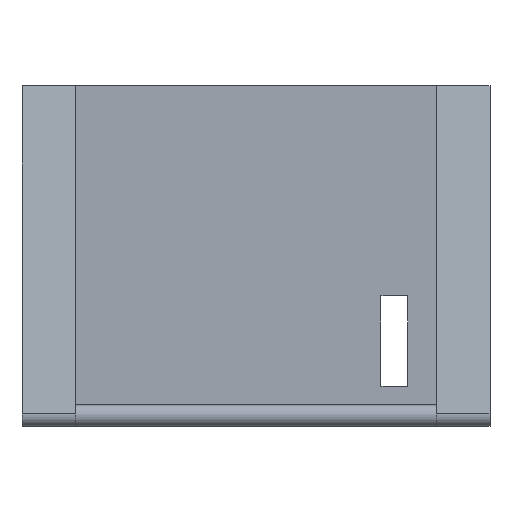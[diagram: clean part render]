
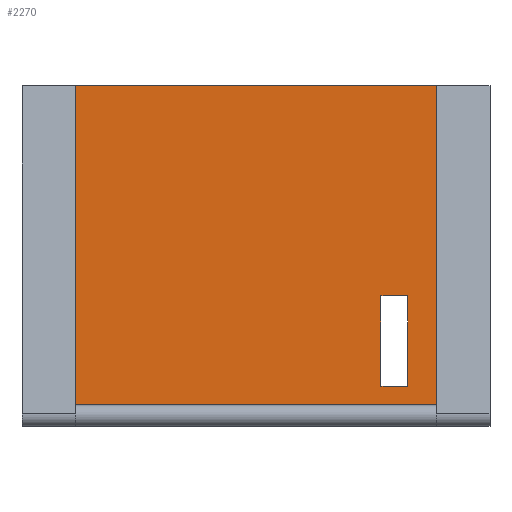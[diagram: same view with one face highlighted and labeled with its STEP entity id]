
A CAD part, front view. The second image highlights one B-rep face of the part: STEP entity #2270.
In plain terms, the highlighted planar face has unit normal (0, -1, 0).
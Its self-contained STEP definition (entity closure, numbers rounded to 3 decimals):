
#44 = CYLINDRICAL_SURFACE('',#45,2.);
#45 = AXIS2_PLACEMENT_3D('',#46,#47,#48);
#46 = CARTESIAN_POINT('',(-17.,-16.5,-14.));
#47 = DIRECTION('',(1.,0.,0.));
#48 = DIRECTION('',(0.,0.,-1.));
#72 = PLANE('',#73);
#73 = AXIS2_PLACEMENT_3D('',#74,#75,#76);
#74 = CARTESIAN_POINT('',(17.,-18.5,16.));
#75 = DIRECTION('',(-1.,-0.,-0.));
#76 = DIRECTION('',(0.,0.,1.));
#350 = PLANE('',#351);
#351 = AXIS2_PLACEMENT_3D('',#352,#353,#354);
#352 = CARTESIAN_POINT('',(-17.,-18.5,-16.));
#353 = DIRECTION('',(1.,0.,0.));
#354 = DIRECTION('',(0.,0.,-1.));
#366 = VERTEX_POINT('',#367);
#367 = CARTESIAN_POINT('',(-17.,-18.5,-14.));
#393 = EDGE_CURVE('',#366,#394,#396,.T.);
#394 = VERTEX_POINT('',#395);
#395 = CARTESIAN_POINT('',(17.,-18.5,-14.));
#396 = SURFACE_CURVE('',#397,(#401,#408),.PCURVE_S1.);
#397 = LINE('',#398,#399);
#398 = CARTESIAN_POINT('',(-17.,-18.5,-14.));
#399 = VECTOR('',#400,1.);
#400 = DIRECTION('',(1.,0.,0.));
#401 = PCURVE('',#44,#402);
#402 = DEFINITIONAL_REPRESENTATION('',(#403),#407);
#403 = LINE('',#404,#405);
#404 = CARTESIAN_POINT('',(-1.571,0.));
#405 = VECTOR('',#406,1.);
#406 = DIRECTION('',(-0.,1.));
#407 = ( GEOMETRIC_REPRESENTATION_CONTEXT(2) 
PARAMETRIC_REPRESENTATION_CONTEXT() REPRESENTATION_CONTEXT('2D SPACE',''
  ) );
#408 = PCURVE('',#409,#414);
#409 = PLANE('',#410);
#410 = AXIS2_PLACEMENT_3D('',#411,#412,#413);
#411 = CARTESIAN_POINT('',(-22.,-18.5,-16.));
#412 = DIRECTION('',(0.,1.,0.));
#413 = DIRECTION('',(1.,0.,0.));
#414 = DEFINITIONAL_REPRESENTATION('',(#415),#419);
#415 = LINE('',#416,#417);
#416 = CARTESIAN_POINT('',(5.,-2.));
#417 = VECTOR('',#418,1.);
#418 = DIRECTION('',(1.,0.));
#419 = ( GEOMETRIC_REPRESENTATION_CONTEXT(2) 
PARAMETRIC_REPRESENTATION_CONTEXT() REPRESENTATION_CONTEXT('2D SPACE',''
  ) );
#447 = EDGE_CURVE('',#448,#394,#450,.T.);
#448 = VERTEX_POINT('',#449);
#449 = CARTESIAN_POINT('',(17.,-18.5,16.));
#450 = SURFACE_CURVE('',#451,(#455,#462),.PCURVE_S1.);
#451 = LINE('',#452,#453);
#452 = CARTESIAN_POINT('',(17.,-18.5,16.));
#453 = VECTOR('',#454,1.);
#454 = DIRECTION('',(0.,0.,-1.));
#455 = PCURVE('',#72,#456);
#456 = DEFINITIONAL_REPRESENTATION('',(#457),#461);
#457 = LINE('',#458,#459);
#458 = CARTESIAN_POINT('',(0.,0.));
#459 = VECTOR('',#460,1.);
#460 = DIRECTION('',(-1.,0.));
#461 = ( GEOMETRIC_REPRESENTATION_CONTEXT(2) 
PARAMETRIC_REPRESENTATION_CONTEXT() REPRESENTATION_CONTEXT('2D SPACE',''
  ) );
#462 = PCURVE('',#409,#463);
#463 = DEFINITIONAL_REPRESENTATION('',(#464),#468);
#464 = LINE('',#465,#466);
#465 = CARTESIAN_POINT('',(39.,-32.));
#466 = VECTOR('',#467,1.);
#467 = DIRECTION('',(0.,1.));
#468 = ( GEOMETRIC_REPRESENTATION_CONTEXT(2) 
PARAMETRIC_REPRESENTATION_CONTEXT() REPRESENTATION_CONTEXT('2D SPACE',''
  ) );
#684 = PLANE('',#685);
#685 = AXIS2_PLACEMENT_3D('',#686,#687,#688);
#686 = CARTESIAN_POINT('',(0.,0.,16.));
#687 = DIRECTION('',(0.,0.,1.));
#688 = DIRECTION('',(1.,0.,0.));
#2163 = EDGE_CURVE('',#366,#2164,#2166,.T.);
#2164 = VERTEX_POINT('',#2165);
#2165 = CARTESIAN_POINT('',(-17.,-18.5,16.));
#2166 = SURFACE_CURVE('',#2167,(#2171,#2178),.PCURVE_S1.);
#2167 = LINE('',#2168,#2169);
#2168 = CARTESIAN_POINT('',(-17.,-18.5,-16.));
#2169 = VECTOR('',#2170,1.);
#2170 = DIRECTION('',(0.,0.,1.));
#2171 = PCURVE('',#350,#2172);
#2172 = DEFINITIONAL_REPRESENTATION('',(#2173),#2177);
#2173 = LINE('',#2174,#2175);
#2174 = CARTESIAN_POINT('',(0.,0.));
#2175 = VECTOR('',#2176,1.);
#2176 = DIRECTION('',(-1.,0.));
#2177 = ( GEOMETRIC_REPRESENTATION_CONTEXT(2) 
PARAMETRIC_REPRESENTATION_CONTEXT() REPRESENTATION_CONTEXT('2D SPACE',''
  ) );
#2178 = PCURVE('',#409,#2179);
#2179 = DEFINITIONAL_REPRESENTATION('',(#2180),#2184);
#2180 = LINE('',#2181,#2182);
#2181 = CARTESIAN_POINT('',(5.,0.));
#2182 = VECTOR('',#2183,1.);
#2183 = DIRECTION('',(0.,-1.));
#2184 = ( GEOMETRIC_REPRESENTATION_CONTEXT(2) 
PARAMETRIC_REPRESENTATION_CONTEXT() REPRESENTATION_CONTEXT('2D SPACE',''
  ) );
#2270 = ADVANCED_FACE('',(#2271,#2297),#409,.F.);
#2271 = FACE_BOUND('',#2272,.F.);
#2272 = EDGE_LOOP('',(#2273,#2274,#2295,#2296));
#2273 = ORIENTED_EDGE('',*,*,#2163,.T.);
#2274 = ORIENTED_EDGE('',*,*,#2275,.T.);
#2275 = EDGE_CURVE('',#2164,#448,#2276,.T.);
#2276 = SURFACE_CURVE('',#2277,(#2281,#2288),.PCURVE_S1.);
#2277 = LINE('',#2278,#2279);
#2278 = CARTESIAN_POINT('',(-22.,-18.5,16.));
#2279 = VECTOR('',#2280,1.);
#2280 = DIRECTION('',(1.,0.,0.));
#2281 = PCURVE('',#409,#2282);
#2282 = DEFINITIONAL_REPRESENTATION('',(#2283),#2287);
#2283 = LINE('',#2284,#2285);
#2284 = CARTESIAN_POINT('',(0.,-32.));
#2285 = VECTOR('',#2286,1.);
#2286 = DIRECTION('',(1.,0.));
#2287 = ( GEOMETRIC_REPRESENTATION_CONTEXT(2) 
PARAMETRIC_REPRESENTATION_CONTEXT() REPRESENTATION_CONTEXT('2D SPACE',''
  ) );
#2288 = PCURVE('',#684,#2289);
#2289 = DEFINITIONAL_REPRESENTATION('',(#2290),#2294);
#2290 = LINE('',#2291,#2292);
#2291 = CARTESIAN_POINT('',(-22.,-18.5));
#2292 = VECTOR('',#2293,1.);
#2293 = DIRECTION('',(1.,0.));
#2294 = ( GEOMETRIC_REPRESENTATION_CONTEXT(2) 
PARAMETRIC_REPRESENTATION_CONTEXT() REPRESENTATION_CONTEXT('2D SPACE',''
  ) );
#2295 = ORIENTED_EDGE('',*,*,#447,.T.);
#2296 = ORIENTED_EDGE('',*,*,#393,.F.);
#2297 = FACE_BOUND('',#2298,.F.);
#2298 = EDGE_LOOP('',(#2299,#2329,#2357,#2385));
#2299 = ORIENTED_EDGE('',*,*,#2300,.F.);
#2300 = EDGE_CURVE('',#2301,#2303,#2305,.T.);
#2301 = VERTEX_POINT('',#2302);
#2302 = CARTESIAN_POINT('',(11.75,-18.5,-3.75));
#2303 = VERTEX_POINT('',#2304);
#2304 = CARTESIAN_POINT('',(14.25,-18.5,-3.75));
#2305 = SURFACE_CURVE('',#2306,(#2310,#2317),.PCURVE_S1.);
#2306 = LINE('',#2307,#2308);
#2307 = CARTESIAN_POINT('',(11.75,-18.5,-3.75));
#2308 = VECTOR('',#2309,1.);
#2309 = DIRECTION('',(1.,0.,0.));
#2310 = PCURVE('',#409,#2311);
#2311 = DEFINITIONAL_REPRESENTATION('',(#2312),#2316);
#2312 = LINE('',#2313,#2314);
#2313 = CARTESIAN_POINT('',(33.75,-12.25));
#2314 = VECTOR('',#2315,1.);
#2315 = DIRECTION('',(1.,0.));
#2316 = ( GEOMETRIC_REPRESENTATION_CONTEXT(2) 
PARAMETRIC_REPRESENTATION_CONTEXT() REPRESENTATION_CONTEXT('2D SPACE',''
  ) );
#2317 = PCURVE('',#2318,#2323);
#2318 = PLANE('',#2319);
#2319 = AXIS2_PLACEMENT_3D('',#2320,#2321,#2322);
#2320 = CARTESIAN_POINT('',(11.75,-18.5,-3.75));
#2321 = DIRECTION('',(0.,0.,-1.));
#2322 = DIRECTION('',(1.,0.,0.));
#2323 = DEFINITIONAL_REPRESENTATION('',(#2324),#2328);
#2324 = LINE('',#2325,#2326);
#2325 = CARTESIAN_POINT('',(0.,0.));
#2326 = VECTOR('',#2327,1.);
#2327 = DIRECTION('',(1.,0.));
#2328 = ( GEOMETRIC_REPRESENTATION_CONTEXT(2) 
PARAMETRIC_REPRESENTATION_CONTEXT() REPRESENTATION_CONTEXT('2D SPACE',''
  ) );
#2329 = ORIENTED_EDGE('',*,*,#2330,.F.);
#2330 = EDGE_CURVE('',#2331,#2301,#2333,.T.);
#2331 = VERTEX_POINT('',#2332);
#2332 = CARTESIAN_POINT('',(11.75,-18.5,-12.25));
#2333 = SURFACE_CURVE('',#2334,(#2338,#2345),.PCURVE_S1.);
#2334 = LINE('',#2335,#2336);
#2335 = CARTESIAN_POINT('',(11.75,-18.5,-12.25));
#2336 = VECTOR('',#2337,1.);
#2337 = DIRECTION('',(0.,0.,1.));
#2338 = PCURVE('',#409,#2339);
#2339 = DEFINITIONAL_REPRESENTATION('',(#2340),#2344);
#2340 = LINE('',#2341,#2342);
#2341 = CARTESIAN_POINT('',(33.75,-3.75));
#2342 = VECTOR('',#2343,1.);
#2343 = DIRECTION('',(0.,-1.));
#2344 = ( GEOMETRIC_REPRESENTATION_CONTEXT(2) 
PARAMETRIC_REPRESENTATION_CONTEXT() REPRESENTATION_CONTEXT('2D SPACE',''
  ) );
#2345 = PCURVE('',#2346,#2351);
#2346 = PLANE('',#2347);
#2347 = AXIS2_PLACEMENT_3D('',#2348,#2349,#2350);
#2348 = CARTESIAN_POINT('',(11.75,-18.5,-12.25));
#2349 = DIRECTION('',(1.,0.,0.));
#2350 = DIRECTION('',(0.,0.,1.));
#2351 = DEFINITIONAL_REPRESENTATION('',(#2352),#2356);
#2352 = LINE('',#2353,#2354);
#2353 = CARTESIAN_POINT('',(0.,0.));
#2354 = VECTOR('',#2355,1.);
#2355 = DIRECTION('',(1.,0.));
#2356 = ( GEOMETRIC_REPRESENTATION_CONTEXT(2) 
PARAMETRIC_REPRESENTATION_CONTEXT() REPRESENTATION_CONTEXT('2D SPACE',''
  ) );
#2357 = ORIENTED_EDGE('',*,*,#2358,.F.);
#2358 = EDGE_CURVE('',#2359,#2331,#2361,.T.);
#2359 = VERTEX_POINT('',#2360);
#2360 = CARTESIAN_POINT('',(14.25,-18.5,-12.25));
#2361 = SURFACE_CURVE('',#2362,(#2366,#2373),.PCURVE_S1.);
#2362 = LINE('',#2363,#2364);
#2363 = CARTESIAN_POINT('',(14.25,-18.5,-12.25));
#2364 = VECTOR('',#2365,1.);
#2365 = DIRECTION('',(-1.,0.,0.));
#2366 = PCURVE('',#409,#2367);
#2367 = DEFINITIONAL_REPRESENTATION('',(#2368),#2372);
#2368 = LINE('',#2369,#2370);
#2369 = CARTESIAN_POINT('',(36.25,-3.75));
#2370 = VECTOR('',#2371,1.);
#2371 = DIRECTION('',(-1.,0.));
#2372 = ( GEOMETRIC_REPRESENTATION_CONTEXT(2) 
PARAMETRIC_REPRESENTATION_CONTEXT() REPRESENTATION_CONTEXT('2D SPACE',''
  ) );
#2373 = PCURVE('',#2374,#2379);
#2374 = PLANE('',#2375);
#2375 = AXIS2_PLACEMENT_3D('',#2376,#2377,#2378);
#2376 = CARTESIAN_POINT('',(14.25,-18.5,-12.25));
#2377 = DIRECTION('',(0.,0.,1.));
#2378 = DIRECTION('',(-1.,0.,0.));
#2379 = DEFINITIONAL_REPRESENTATION('',(#2380),#2384);
#2380 = LINE('',#2381,#2382);
#2381 = CARTESIAN_POINT('',(0.,0.));
#2382 = VECTOR('',#2383,1.);
#2383 = DIRECTION('',(1.,0.));
#2384 = ( GEOMETRIC_REPRESENTATION_CONTEXT(2) 
PARAMETRIC_REPRESENTATION_CONTEXT() REPRESENTATION_CONTEXT('2D SPACE',''
  ) );
#2385 = ORIENTED_EDGE('',*,*,#2386,.F.);
#2386 = EDGE_CURVE('',#2303,#2359,#2387,.T.);
#2387 = SURFACE_CURVE('',#2388,(#2392,#2399),.PCURVE_S1.);
#2388 = LINE('',#2389,#2390);
#2389 = CARTESIAN_POINT('',(14.25,-18.5,-3.75));
#2390 = VECTOR('',#2391,1.);
#2391 = DIRECTION('',(0.,0.,-1.));
#2392 = PCURVE('',#409,#2393);
#2393 = DEFINITIONAL_REPRESENTATION('',(#2394),#2398);
#2394 = LINE('',#2395,#2396);
#2395 = CARTESIAN_POINT('',(36.25,-12.25));
#2396 = VECTOR('',#2397,1.);
#2397 = DIRECTION('',(0.,1.));
#2398 = ( GEOMETRIC_REPRESENTATION_CONTEXT(2) 
PARAMETRIC_REPRESENTATION_CONTEXT() REPRESENTATION_CONTEXT('2D SPACE',''
  ) );
#2399 = PCURVE('',#2400,#2405);
#2400 = PLANE('',#2401);
#2401 = AXIS2_PLACEMENT_3D('',#2402,#2403,#2404);
#2402 = CARTESIAN_POINT('',(14.25,-18.5,-3.75));
#2403 = DIRECTION('',(-1.,0.,0.));
#2404 = DIRECTION('',(-0.,0.,-1.));
#2405 = DEFINITIONAL_REPRESENTATION('',(#2406),#2410);
#2406 = LINE('',#2407,#2408);
#2407 = CARTESIAN_POINT('',(-0.,0.));
#2408 = VECTOR('',#2409,1.);
#2409 = DIRECTION('',(1.,0.));
#2410 = ( GEOMETRIC_REPRESENTATION_CONTEXT(2) 
PARAMETRIC_REPRESENTATION_CONTEXT() REPRESENTATION_CONTEXT('2D SPACE',''
  ) );
